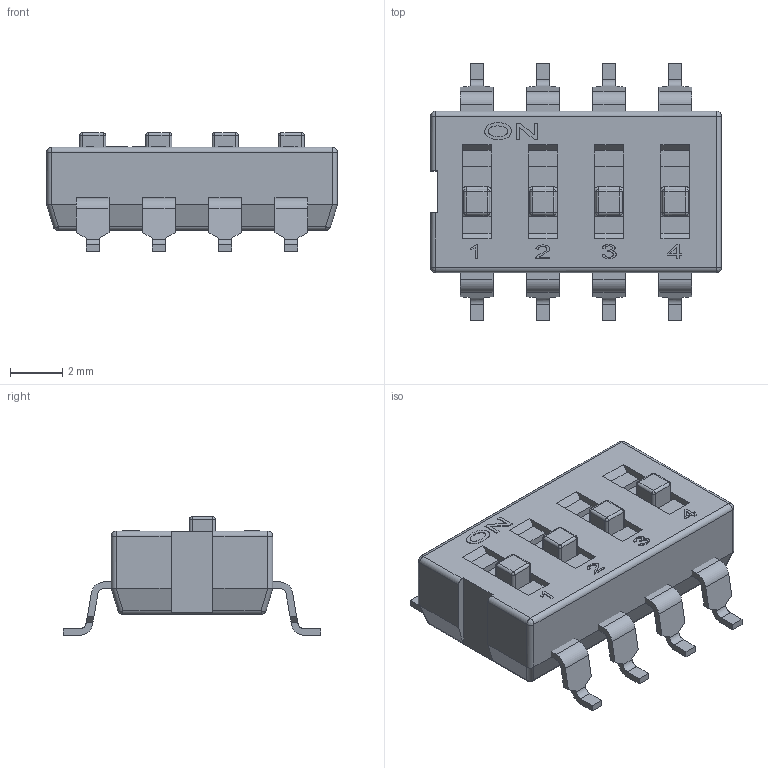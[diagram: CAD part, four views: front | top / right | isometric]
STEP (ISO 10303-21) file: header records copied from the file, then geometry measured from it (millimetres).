
FILE_DESCRIPTION(/* description */ (''),/* implementation_level */ '2;1');
FILE_NAME(/* name */ 'RoHS_DS04-254-SMT',/* time_stamp */ '2022-09-06T01:27:33-04:00',/* author */ (''),/* organization */ (''),/* preprocessor_version */ 'ST-DEVELOPER v16.5',/* originating_system */ 'Rhino 7.19',/* authorisation */ '');
FILE_SCHEMA (('AUTOMOTIVE_DESIGN'));
Length unit declared in the file: millimetre
Products named in the file (1): Document
Bounding box: 11.16 x 9.9 x 4.55 mm (x, y, z)
Volume: 215.2 mm3; surface area: 447.3 mm2
Topology: 19 solids, 19 shells, 422 faces, 1024 edges, 648 vertices
Faces by surface type: plane 271, cylinder 97, bspline 54
Entity records: 11781 total; most frequent: CARTESIAN_POINT 4879, ORIENTED_EDGE 2048, EDGE_CURVE 1024, VERTEX_POINT 648, B_SPLINE_CURVE_WITH_KNOTS 551, EDGE_LOOP 434, ADVANCED_FACE 422, FACE_OUTER_BOUND 422
